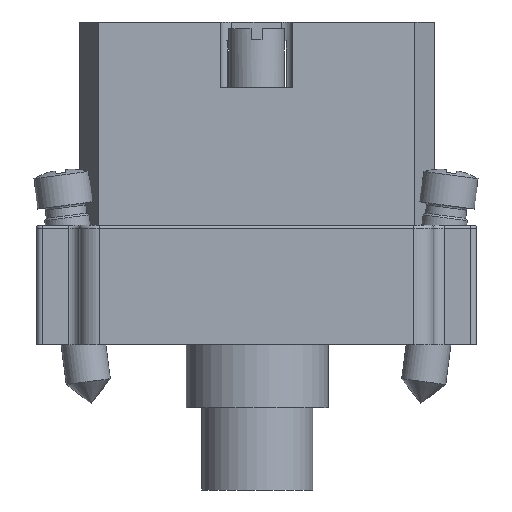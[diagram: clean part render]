
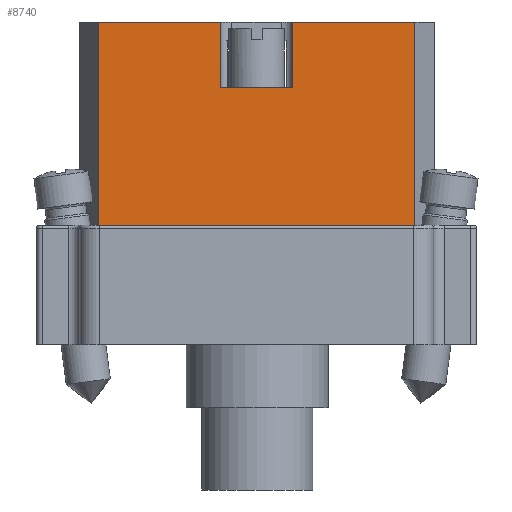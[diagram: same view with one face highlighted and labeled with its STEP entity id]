
A CAD part, front view. The second image highlights one B-rep face of the part: STEP entity #8740.
In plain terms, the highlighted planar face has unit normal (0, -1, 0).
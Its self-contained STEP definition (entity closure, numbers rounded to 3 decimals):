
#7621=CARTESIAN_POINT('',(-6.717,-18.364,12.4));
#7622=VERTEX_POINT('',#7621);
#7629=CARTESIAN_POINT('',(-0.217,-18.364,12.4));
#7630=VERTEX_POINT('',#7629);
#7631=CARTESIAN_POINT('',(-0.217,-18.364,12.4));
#7632=DIRECTION('',(-1.0,0.0,0.0));
#7633=VECTOR('',#7632,6.5);
#7634=LINE('',#7631,#7633);
#7635=EDGE_CURVE('',#7630,#7622,#7634,.T.);
#8523=CARTESIAN_POINT('',(-17.717,-18.364,18.3));
#8524=VERTEX_POINT('',#8523);
#8531=CARTESIAN_POINT('',(-6.717,-18.364,18.3));
#8532=VERTEX_POINT('',#8531);
#8533=CARTESIAN_POINT('',(-6.717,-18.364,18.3));
#8534=DIRECTION('',(-1.0,0.0,0.0));
#8535=VECTOR('',#8534,11.);
#8536=LINE('',#8533,#8535);
#8537=EDGE_CURVE('',#8532,#8524,#8536,.T.);
#8563=CARTESIAN_POINT('',(-0.217,-18.364,18.3));
#8564=VERTEX_POINT('',#8563);
#8571=CARTESIAN_POINT('',(10.783,-18.364,18.3));
#8572=VERTEX_POINT('',#8571);
#8573=CARTESIAN_POINT('',(10.783,-18.364,18.3));
#8574=DIRECTION('',(-1.0,0.0,0.0));
#8575=VECTOR('',#8574,11.);
#8576=LINE('',#8573,#8575);
#8577=EDGE_CURVE('',#8572,#8564,#8576,.T.);
#8642=CARTESIAN_POINT('',(-0.217,-18.364,18.3));
#8643=DIRECTION('',(0.0,0.0,-1.0));
#8644=VECTOR('',#8643,5.9);
#8645=LINE('',#8642,#8644);
#8646=EDGE_CURVE('',#8564,#7630,#8645,.T.);
#8697=CARTESIAN_POINT('',(-6.717,-18.364,12.4));
#8698=DIRECTION('',(0.0,0.0,1.0));
#8699=VECTOR('',#8698,5.9);
#8700=LINE('',#8697,#8699);
#8701=EDGE_CURVE('',#7622,#8532,#8700,.T.);
#8706=CARTESIAN_POINT('',(10.783,-18.364,0.0));
#8707=DIRECTION('',(0.0,-1.0,0.0));
#8708=DIRECTION('',(0.0,0.0,-1.0));
#8709=AXIS2_PLACEMENT_3D('',#8706,#8707,#8708);
#8710=PLANE('',#8709);
#8711=ORIENTED_EDGE('',*,*,#8646,.T.);
#8712=ORIENTED_EDGE('',*,*,#7635,.T.);
#8713=ORIENTED_EDGE('',*,*,#8701,.T.);
#8714=ORIENTED_EDGE('',*,*,#8537,.T.);
#8715=CARTESIAN_POINT('',(-17.717,-18.364,0.0));
#8716=VERTEX_POINT('',#8715);
#8717=CARTESIAN_POINT('',(-17.717,-18.364,0.0));
#8718=DIRECTION('',(0.0,0.0,1.0));
#8719=VECTOR('',#8718,18.3);
#8720=LINE('',#8717,#8719);
#8721=EDGE_CURVE('',#8716,#8524,#8720,.T.);
#8722=ORIENTED_EDGE('',*,*,#8721,.F.);
#8723=CARTESIAN_POINT('',(10.783,-18.364,0.0));
#8724=VERTEX_POINT('',#8723);
#8725=CARTESIAN_POINT('',(-17.717,-18.364,0.0));
#8726=DIRECTION('',(1.0,0.0,0.0));
#8727=VECTOR('',#8726,28.5);
#8728=LINE('',#8725,#8727);
#8729=EDGE_CURVE('',#8716,#8724,#8728,.T.);
#8730=ORIENTED_EDGE('',*,*,#8729,.T.);
#8731=CARTESIAN_POINT('',(10.783,-18.364,0.0));
#8732=DIRECTION('',(0.0,0.0,1.0));
#8733=VECTOR('',#8732,18.3);
#8734=LINE('',#8731,#8733);
#8735=EDGE_CURVE('',#8724,#8572,#8734,.T.);
#8736=ORIENTED_EDGE('',*,*,#8735,.T.);
#8737=ORIENTED_EDGE('',*,*,#8577,.T.);
#8738=EDGE_LOOP('',(#8711,#8712,#8713,#8714,#8722,#8730,#8736,#8737));
#8739=FACE_OUTER_BOUND('',#8738,.T.);
#8740=ADVANCED_FACE('',(#8739),#8710,.T.);
